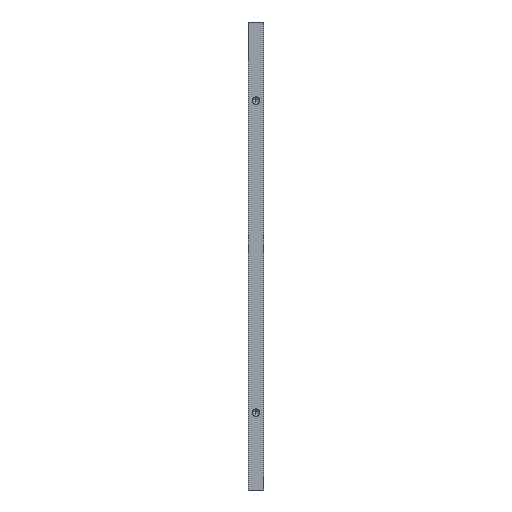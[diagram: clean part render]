
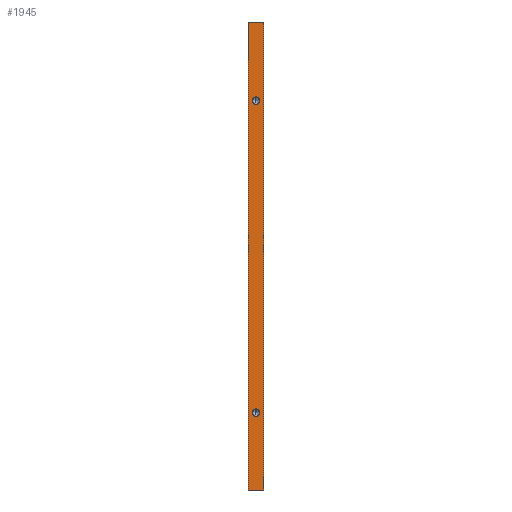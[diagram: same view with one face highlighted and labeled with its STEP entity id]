
A CAD part, left-side view. The second image highlights one B-rep face of the part: STEP entity #1945.
In plain terms, the highlighted planar face has unit normal (-1, 0, 0).
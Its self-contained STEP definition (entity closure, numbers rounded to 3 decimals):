
#197 = CARTESIAN_POINT ( 'NONE',  ( -200., -100., 0. ) ) ;
#271 = LINE ( 'NONE', #312, #6512 ) ;
#312 = CARTESIAN_POINT ( 'NONE',  ( -200., -100., 300. ) ) ;
#348 = EDGE_LOOP ( 'NONE', ( #3782, #7466 ) ) ;
#469 = ORIENTED_EDGE ( 'NONE', *, *, #633, .F. ) ;
#559 = AXIS2_PLACEMENT_3D ( 'NONE', #7771, #2301, #4777 ) ;
#633 = EDGE_CURVE ( 'NONE', #4293, #2331, #271, .T. ) ;
#652 = VERTEX_POINT ( 'NONE', #197 ) ;
#736 = VERTEX_POINT ( 'NONE', #3607 ) ;
#1293 = DIRECTION ( 'NONE',  ( -1., 0., 0. ) ) ;
#1342 = ORIENTED_EDGE ( 'NONE', *, *, #6034, .F. ) ;
#1350 = CARTESIAN_POINT ( 'NONE',  ( -200., -95., 247. ) ) ;
#1378 = ORIENTED_EDGE ( 'NONE', *, *, #2128, .F. ) ;
#1498 = CARTESIAN_POINT ( 'NONE',  ( -200., -90., 300. ) ) ;
#1670 = PLANE ( 'NONE',  #559 ) ;
#1897 = CARTESIAN_POINT ( 'NONE',  ( -200., -90., 300. ) ) ;
#1908 = CIRCLE ( 'NONE', #5593, 2.5 ) ;
#1945 = ADVANCED_FACE ( 'NONE', ( #5928, #3411, #3455 ), #1670, .F. ) ;
#2037 = AXIS2_PLACEMENT_3D ( 'NONE', #6197, #1293, #4878 ) ;
#2054 = ORIENTED_EDGE ( 'NONE', *, *, #2898, .T. ) ;
#2128 = EDGE_CURVE ( 'NONE', #2331, #652, #3621, .T. ) ;
#2225 = EDGE_CURVE ( 'NONE', #4293, #7531, #3924, .T. ) ;
#2301 = DIRECTION ( 'NONE',  ( 1., 0., 0. ) ) ;
#2320 = DIRECTION ( 'NONE',  ( 0., 0., 1. ) ) ;
#2331 = VERTEX_POINT ( 'NONE', #5317 ) ;
#2472 = EDGE_LOOP ( 'NONE', ( #5100, #1342 ) ) ;
#2889 = VERTEX_POINT ( 'NONE', #4351 ) ;
#2898 = EDGE_CURVE ( 'NONE', #7531, #652, #3034, .T. ) ;
#2909 = AXIS2_PLACEMENT_3D ( 'NONE', #7652, #6373, #3300 ) ;
#3034 = LINE ( 'NONE', #5462, #7439 ) ;
#3075 = DIRECTION ( 'NONE',  ( 0., -1., 0. ) ) ;
#3300 = DIRECTION ( 'NONE',  ( 0., 0., 1. ) ) ;
#3339 = CARTESIAN_POINT ( 'NONE',  ( -200., -95., 49.5 ) ) ;
#3411 = FACE_BOUND ( 'NONE', #2472, .T. ) ;
#3455 = FACE_OUTER_BOUND ( 'NONE', #4157, .T. ) ;
#3579 = DIRECTION ( 'NONE',  ( 0., 0., -1. ) ) ;
#3607 = CARTESIAN_POINT ( 'NONE',  ( -200., -95., 52. ) ) ;
#3621 = LINE ( 'NONE', #7416, #7566 ) ;
#3782 = ORIENTED_EDGE ( 'NONE', *, *, #7621, .F. ) ;
#3924 = LINE ( 'NONE', #1498, #7829 ) ;
#4103 = ORIENTED_EDGE ( 'NONE', *, *, #2225, .T. ) ;
#4157 = EDGE_LOOP ( 'NONE', ( #2054, #1378, #469, #4103 ) ) ;
#4161 = EDGE_CURVE ( 'NONE', #7444, #2889, #4911, .T. ) ;
#4293 = VERTEX_POINT ( 'NONE', #1897 ) ;
#4351 = CARTESIAN_POINT ( 'NONE',  ( -200., -95., 252. ) ) ;
#4501 = DIRECTION ( 'NONE',  ( 0., 0., 1. ) ) ;
#4560 = CIRCLE ( 'NONE', #2909, 2.5 ) ;
#4777 = DIRECTION ( 'NONE',  ( 0., 0., -1. ) ) ;
#4780 = AXIS2_PLACEMENT_3D ( 'NONE', #5355, #7795, #2320 ) ;
#4878 = DIRECTION ( 'NONE',  ( 0., 0., 1. ) ) ;
#4911 = CIRCLE ( 'NONE', #4780, 2.5 ) ;
#5022 = DIRECTION ( 'NONE',  ( 0., -1., 0. ) ) ;
#5099 = DIRECTION ( 'NONE',  ( -1., 0., 0. ) ) ;
#5100 = ORIENTED_EDGE ( 'NONE', *, *, #5981, .F. ) ;
#5205 = CIRCLE ( 'NONE', #2037, 2.5 ) ;
#5317 = CARTESIAN_POINT ( 'NONE',  ( -200., -100., 300. ) ) ;
#5355 = CARTESIAN_POINT ( 'NONE',  ( -200., -95., 249.5 ) ) ;
#5462 = CARTESIAN_POINT ( 'NONE',  ( -200., -100., 0. ) ) ;
#5593 = AXIS2_PLACEMENT_3D ( 'NONE', #3339, #5099, #4501 ) ;
#5742 = VERTEX_POINT ( 'NONE', #5830 ) ;
#5830 = CARTESIAN_POINT ( 'NONE',  ( -200., -95., 47. ) ) ;
#5928 = FACE_BOUND ( 'NONE', #348, .T. ) ;
#5981 = EDGE_CURVE ( 'NONE', #736, #5742, #4560, .T. ) ;
#6034 = EDGE_CURVE ( 'NONE', #5742, #736, #1908, .T. ) ;
#6197 = CARTESIAN_POINT ( 'NONE',  ( -200., -95., 249.5 ) ) ;
#6373 = DIRECTION ( 'NONE',  ( -1., 0., 0. ) ) ;
#6512 = VECTOR ( 'NONE', #5022, 1000. ) ;
#7234 = CARTESIAN_POINT ( 'NONE',  ( -200., -90., 0. ) ) ;
#7416 = CARTESIAN_POINT ( 'NONE',  ( -200., -100., 300. ) ) ;
#7439 = VECTOR ( 'NONE', #3075, 1000. ) ;
#7444 = VERTEX_POINT ( 'NONE', #1350 ) ;
#7466 = ORIENTED_EDGE ( 'NONE', *, *, #4161, .F. ) ;
#7531 = VERTEX_POINT ( 'NONE', #7234 ) ;
#7566 = VECTOR ( 'NONE', #3579, 1000. ) ;
#7602 = DIRECTION ( 'NONE',  ( 0., 0., -1. ) ) ;
#7621 = EDGE_CURVE ( 'NONE', #2889, #7444, #5205, .T. ) ;
#7652 = CARTESIAN_POINT ( 'NONE',  ( -200., -95., 49.5 ) ) ;
#7771 = CARTESIAN_POINT ( 'NONE',  ( -200., -100., 300. ) ) ;
#7795 = DIRECTION ( 'NONE',  ( -1., 0., 0. ) ) ;
#7829 = VECTOR ( 'NONE', #7602, 1000. ) ;
